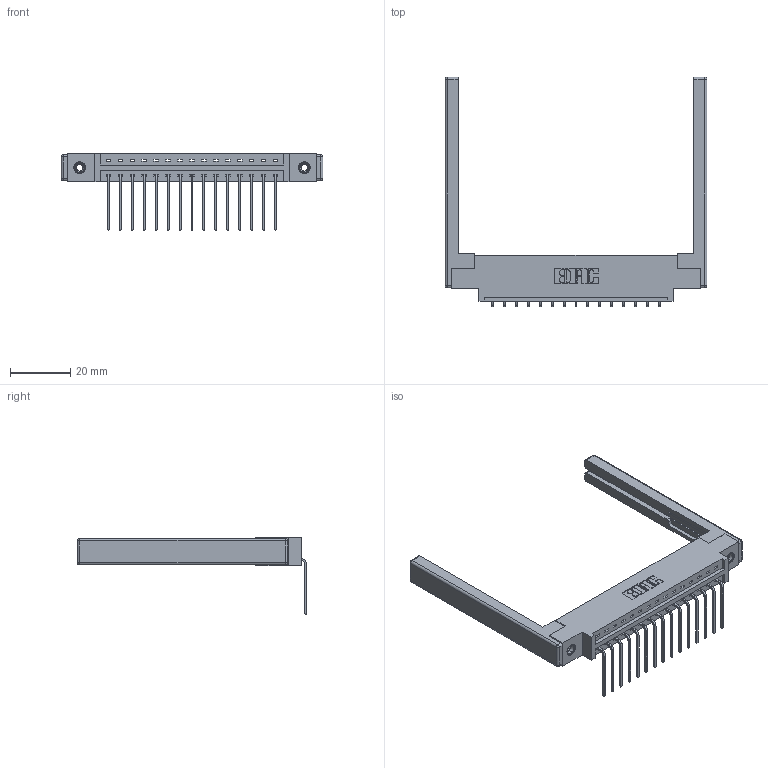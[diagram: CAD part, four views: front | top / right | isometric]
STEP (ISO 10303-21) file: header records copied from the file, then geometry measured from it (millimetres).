
FILE_DESCRIPTION (( 'STEP AP203' ), '1' );
FILE_NAME ('387-015-559-668.STEP', '2019-10-02T17:55:01', ( '' ), ( '' ), 'SwSTEP 2.0', 'SolidWorks 2016', '' );
FILE_SCHEMA (( 'CONFIG_CONTROL_DESIGN' ));
Length unit declared in the file: inch
Products named in the file (5): 337 Part_0.170 Offset - 0.156 Dia-TI; 345-250-001_345-250-001-102; 307-220-068; 387-015-559-668; 345-292-001_558 559 Tail - 1
Assembly tree (20 placements, depth 2):
  387-015-559-668
    337 Part_0.170 Offset - 0.156 Dia-TI
    345-292-001_558 559 Tail - 1  x15
    345-250-001_345-250-001-102  x2
    307-220-068  x2
Bounding box: 86.87 x 76.14 x 25.53 mm (x, y, z)
Volume: 13014.3 mm3; surface area: 13256.9 mm2
Topology: 20 solids, 20 shells, 1232 faces, 3623 edges, 2374 vertices
Faces by surface type: plane 882, cylinder 326, cone 12, sphere 8, torus 4
Entity records: 17618 total; most frequent: CARTESIAN_POINT 3024, ORIENTED_EDGE 2964, DIRECTION 2674, EDGE_CURVE 1482, LINE 1304, VECTOR 1304, VERTEX_POINT 978, AXIS2_PLACEMENT_3D 685
